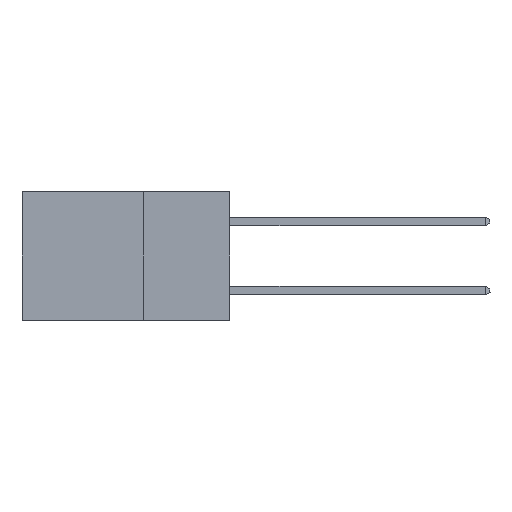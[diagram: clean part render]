
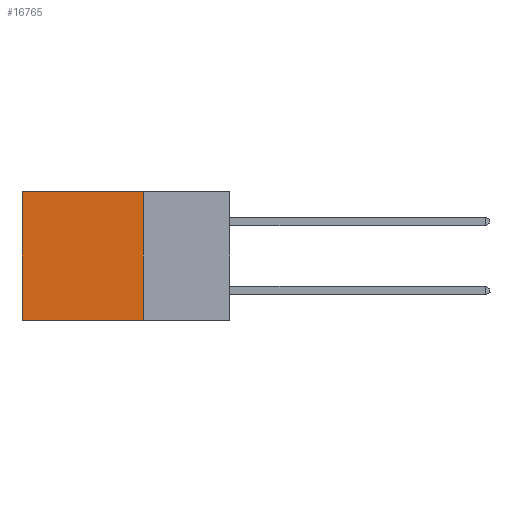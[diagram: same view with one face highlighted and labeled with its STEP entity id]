
A CAD part, left-side view. The second image highlights one B-rep face of the part: STEP entity #16765.
In plain terms, the highlighted planar face has unit normal (-1, 0, 0).
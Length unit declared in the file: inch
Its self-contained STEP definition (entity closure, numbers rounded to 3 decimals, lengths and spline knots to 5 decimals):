
#448 = DIRECTION ( 'NONE',  ( 1., 0., 0. ) ) ;
#1091 = VERTEX_POINT ( 'NONE', #11955 ) ;
#1767 = DIRECTION ( 'NONE',  ( 0., 0., -1. ) ) ;
#2276 = CARTESIAN_POINT ( 'NONE',  ( 0.298, 0.25, 0. ) ) ;
#2319 = EDGE_CURVE ( 'NONE', #1091, #9893, #18650, .T. ) ;
#2567 = EDGE_CURVE ( 'NONE', #17107, #6697, #5477, .T. ) ;
#2637 = CARTESIAN_POINT ( 'NONE',  ( 0.298, 0.6, 0. ) ) ;
#2668 = CARTESIAN_POINT ( 'NONE',  ( 0.298, 0.6, -0.37 ) ) ;
#2909 = LINE ( 'NONE', #2637, #10759 ) ;
#5477 = LINE ( 'NONE', #11523, #17470 ) ;
#6172 = LINE ( 'NONE', #9584, #18577 ) ;
#6697 = VERTEX_POINT ( 'NONE', #2668 ) ;
#7597 = CARTESIAN_POINT ( 'NONE',  ( 0.298, 0.25, -0.37 ) ) ;
#8304 = PLANE ( 'NONE',  #17698 ) ;
#9450 = ORIENTED_EDGE ( 'NONE', *, *, #12118, .T. ) ;
#9584 = CARTESIAN_POINT ( 'NONE',  ( 0.298, 0.25, 0. ) ) ;
#9873 = EDGE_LOOP ( 'NONE', ( #9450, #10492, #10793, #11694 ) ) ;
#9893 = VERTEX_POINT ( 'NONE', #18926 ) ;
#10492 = ORIENTED_EDGE ( 'NONE', *, *, #2567, .F. ) ;
#10759 = VECTOR ( 'NONE', #19723, 39.37008 ) ;
#10793 = ORIENTED_EDGE ( 'NONE', *, *, #17307, .F. ) ;
#11086 = DIRECTION ( 'NONE',  ( 0., 1., 0. ) ) ;
#11421 = DIRECTION ( 'NONE',  ( 0., 0., -1. ) ) ;
#11523 = CARTESIAN_POINT ( 'NONE',  ( 0.298, 0.25, -0.37 ) ) ;
#11694 = ORIENTED_EDGE ( 'NONE', *, *, #2319, .T. ) ;
#11955 = CARTESIAN_POINT ( 'NONE',  ( 0.298, 0.25, 0. ) ) ;
#12118 = EDGE_CURVE ( 'NONE', #9893, #6697, #2909, .T. ) ;
#14061 = VECTOR ( 'NONE', #14344, 39.37008 ) ;
#14344 = DIRECTION ( 'NONE',  ( 0., 1., 0. ) ) ;
#16765 = ADVANCED_FACE ( 'NONE', ( #18841 ), #8304, .F. ) ;
#17107 = VERTEX_POINT ( 'NONE', #7597 ) ;
#17307 = EDGE_CURVE ( 'NONE', #1091, #17107, #6172, .T. ) ;
#17470 = VECTOR ( 'NONE', #11086, 39.37008 ) ;
#17698 = AXIS2_PLACEMENT_3D ( 'NONE', #19108, #448, #11421 ) ;
#18577 = VECTOR ( 'NONE', #1767, 39.37008 ) ;
#18650 = LINE ( 'NONE', #2276, #14061 ) ;
#18841 = FACE_OUTER_BOUND ( 'NONE', #9873, .T. ) ;
#18926 = CARTESIAN_POINT ( 'NONE',  ( 0.298, 0.6, 0. ) ) ;
#19108 = CARTESIAN_POINT ( 'NONE',  ( 0.298, 0.25, 0. ) ) ;
#19723 = DIRECTION ( 'NONE',  ( 0., 0., -1. ) ) ;
